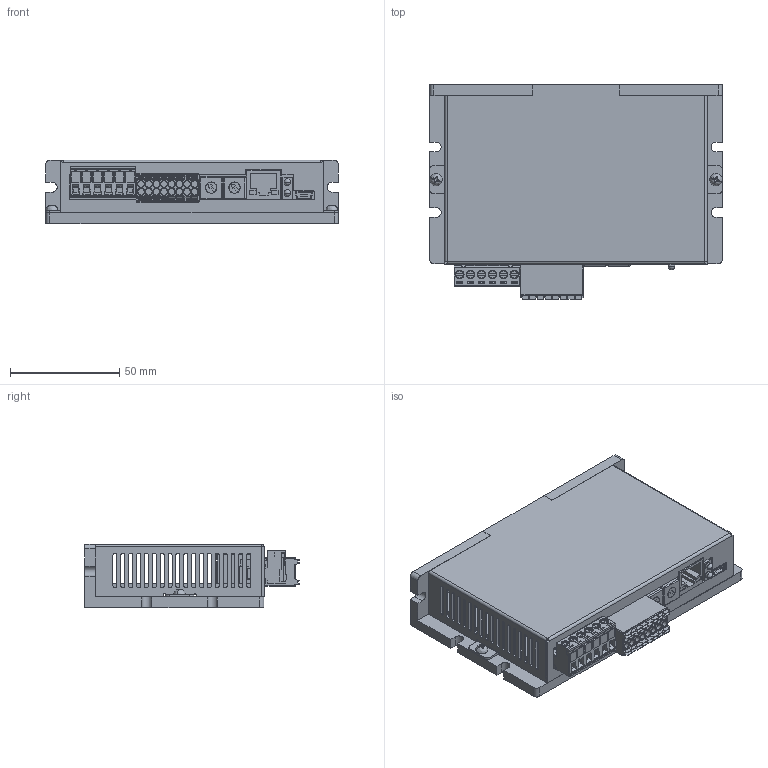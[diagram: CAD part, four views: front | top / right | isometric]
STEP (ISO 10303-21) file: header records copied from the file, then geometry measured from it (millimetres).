
FILE_DESCRIPTION((''),'2;1');
FILE_NAME('RT-EPR60V1_0','2025-04-02T16:32:09',('ruiwe'),(''),'CREO PARAMETRIC BY PTC INC, 2021063','CREO PARAMETRIC BY PTC INC, 2021063','');
FILE_SCHEMA(('CONFIG_CONTROL_DESIGN','SHAPE_APPEARANCE_LAYERS_GROUPS'));
Products named in the file (1): RT-EPR60V1_0
Bounding box: 134.05 x 98.3 x 29.02 mm (x, y, z)
Volume: 111639.9 mm3; surface area: 94134 mm2
Topology: 7 solids, 32 shells, 3282 faces, 8842 edges, 5666 vertices
Faces by surface type: plane 2059, cylinder 774, bspline 177, cone 128, torus 106, sphere 38
Entity records: 113768 total; most frequent: CARTESIAN_POINT 26982, ORIENTED_EDGE 17586, DIRECTION 16133, EDGE_CURVE 8830, VECTOR 6479, LINE 6479, VERTEX_POINT 5704, AXIS2_PLACEMENT_3D 4827
